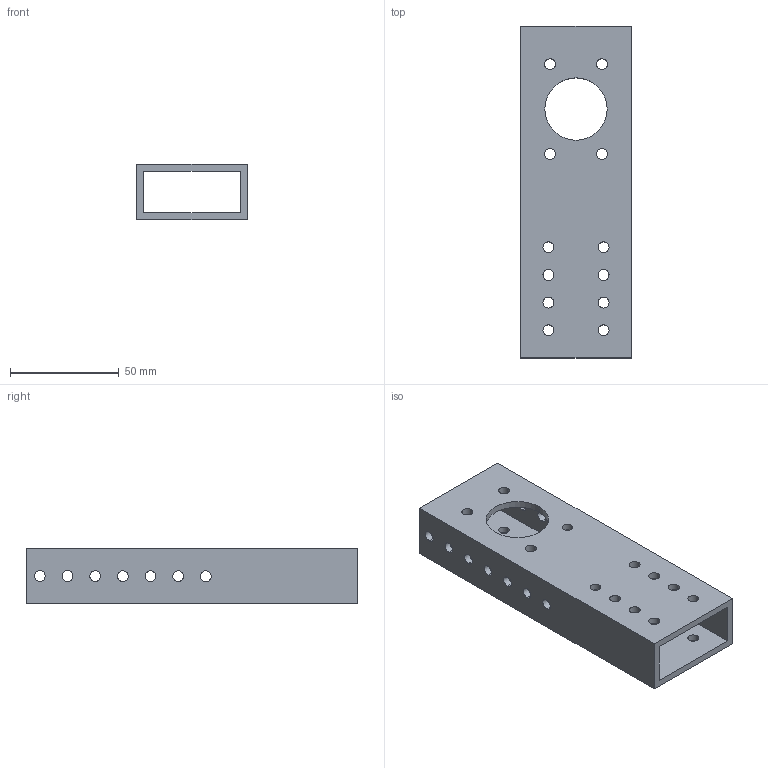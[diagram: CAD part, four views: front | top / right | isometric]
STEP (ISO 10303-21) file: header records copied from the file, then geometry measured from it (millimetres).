
FILE_DESCRIPTION (( 'STEP AP203' ), '1' );
FILE_NAME ('4400-23-P-0506 (1 pieza).STEP', '2023-02-27T04:13:41', ( '' ), ( '' ), 'SwSTEP 2.0', 'SolidWorks 2022', '' );
FILE_SCHEMA (( 'CONFIG_CONTROL_DESIGN' ));
Length unit declared in the file: inch
Products named in the file (1): 4400-23-P-0506 (1 pieza)
Bounding box: 50.8 x 152.4 x 25.4 mm (x, y, z)
Volume: 61161.3 mm3; surface area: 41872 mm2
Topology: 1 solids, 1 shells, 90 faces, 264 edges, 176 vertices
Faces by surface type: cylinder 80, plane 10
Entity records: 3331 total; most frequent: DIRECTION 606, CARTESIAN_POINT 531, ORIENTED_EDGE 528, EDGE_CURVE 264, AXIS2_PLACEMENT_3D 251, VERTEX_POINT 176, EDGE_LOOP 172, CIRCLE 160
